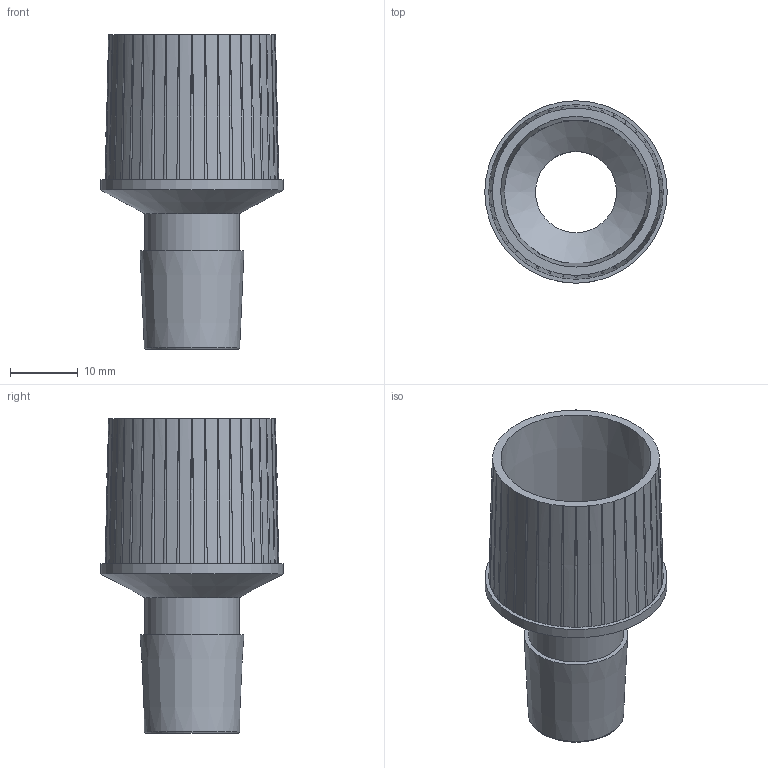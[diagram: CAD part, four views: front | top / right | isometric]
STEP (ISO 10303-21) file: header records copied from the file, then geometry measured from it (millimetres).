
FILE_DESCRIPTION(/* description */ (''),/* implementation_level */ '2;1');
FILE_NAME(/* name */ '22F15M.step',/* time_stamp */ '2020-04-02T13:34:26+03:00',/* author */ (''),/* organization */ (''),/* preprocessor_version */ 'ST-DEVELOPER v18',/* originating_system */ 'Autodesk Translation Framework v8.12.0.6',/* authorisation */ '');
FILE_SCHEMA (('AUTOMOTIVE_DESIGN { 1 0 10303 214 3 1 1 }'));
Length unit declared in the file: millimetre
Products named in the file (1): hosegreen4
Bounding box: 27.01 x 27.01 x 46.6 mm (x, y, z)
Volume: 4354.1 mm3; surface area: 6335.9 mm2
Topology: 1 solids, 1 shells, 95 faces, 432 edges, 261 vertices
Faces by surface type: cone 46, plane 44, cylinder 4, torus 1
Full cylindrical faces by diameter (mm): 12 x1, 14 x1, 25.795 x1, 27.014 x1
Entity records: 5904 total; most frequent: CARTESIAN_POINT 2149, DIRECTION 886, ORIENTED_EDGE 864, AXIS2_PLACEMENT_3D 438, EDGE_CURVE 432, CIRCLE 342, VERTEX_POINT 261, EDGE_LOOP 99
